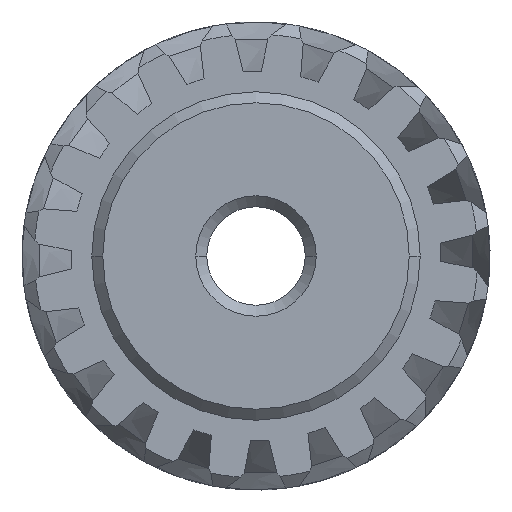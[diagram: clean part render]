
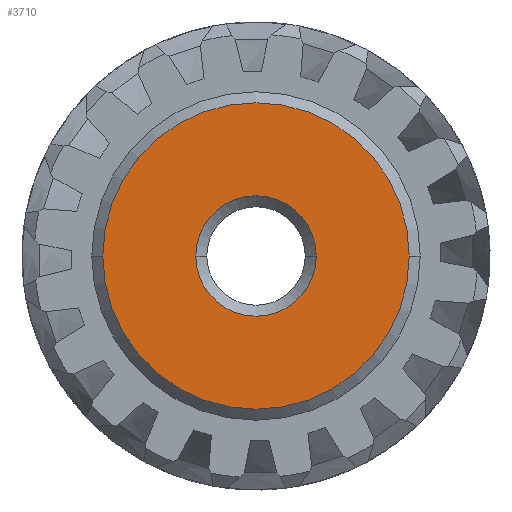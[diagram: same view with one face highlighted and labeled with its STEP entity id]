
A CAD part, left-side view. The second image highlights one B-rep face of the part: STEP entity #3710.
In plain terms, the highlighted planar face has unit normal (-1, 0, 0).
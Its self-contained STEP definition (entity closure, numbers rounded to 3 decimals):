
#1=CARTESIAN_POINT('',(-30.,0.,0.));
#2=DIRECTION('',(-1.,0.,0.));
#3=DIRECTION('',(0.,1.,0.));
#4=AXIS2_PLACEMENT_3D('',#1,#2,#3);
#6=CARTESIAN_POINT('',(-30.,0.,0.));
#7=DIRECTION('',(1.,0.,0.));
#8=DIRECTION('',(0.,1.,0.));
#9=AXIS2_PLACEMENT_3D('',#6,#7,#8);
#655=CARTESIAN_POINT('',(-30.,0.,0.));
#656=DIRECTION('',(-1.,0.,0.));
#657=DIRECTION('',(0.,1.,0.));
#658=AXIS2_PLACEMENT_3D('',#655,#656,#657);
#664=CARTESIAN_POINT('',(-30.,0.,0.));
#665=DIRECTION('',(1.,0.,0.));
#666=DIRECTION('',(0.,1.,0.));
#667=AXIS2_PLACEMENT_3D('',#664,#665,#666);
#3261=CARTESIAN_POINT('',(-30.,5.5,0.));
#3263=VERTEX_POINT('',#3261);
#3268=CARTESIAN_POINT('',(-30.,14.,0.));
#3270=VERTEX_POINT('',#3268);
#3271=CARTESIAN_POINT('',(-30.,-5.5,0.));
#3273=VERTEX_POINT('',#3271);
#3278=CARTESIAN_POINT('',(-30.,-14.,0.));
#3280=VERTEX_POINT('',#3278);
#3693=CARTESIAN_POINT('',(-30.,0.,0.));
#3694=DIRECTION('',(-1.,0.,0.));
#3695=DIRECTION('',(0.,1.,0.));
#3696=AXIS2_PLACEMENT_3D('',#3693,#3694,#3695);
#3697=PLANE('',#3696);
#3699=ORIENTED_EDGE('',*,*,#3698,.F.);
#3701=ORIENTED_EDGE('',*,*,#3700,.T.);
#3702=EDGE_LOOP('',(#3699,#3701));
#3703=FACE_OUTER_BOUND('',#3702,.F.);
#3705=ORIENTED_EDGE('',*,*,#3704,.F.);
#3707=ORIENTED_EDGE('',*,*,#3706,.T.);
#3708=EDGE_LOOP('',(#3705,#3707));
#3709=FACE_BOUND('',#3708,.F.);
#5=CIRCLE('',#4,14.);
#10=CIRCLE('',#9,14.);
#659=CIRCLE('',#658,5.5);
#668=CIRCLE('',#667,5.5);
#3698=EDGE_CURVE('',#3270,#3280,#5,.T.);
#3700=EDGE_CURVE('',#3270,#3280,#10,.T.);
#3704=EDGE_CURVE('',#3263,#3273,#668,.T.);
#3706=EDGE_CURVE('',#3263,#3273,#659,.T.);
#3710=ADVANCED_FACE('',(#3703,#3709),#3697,.T.);
